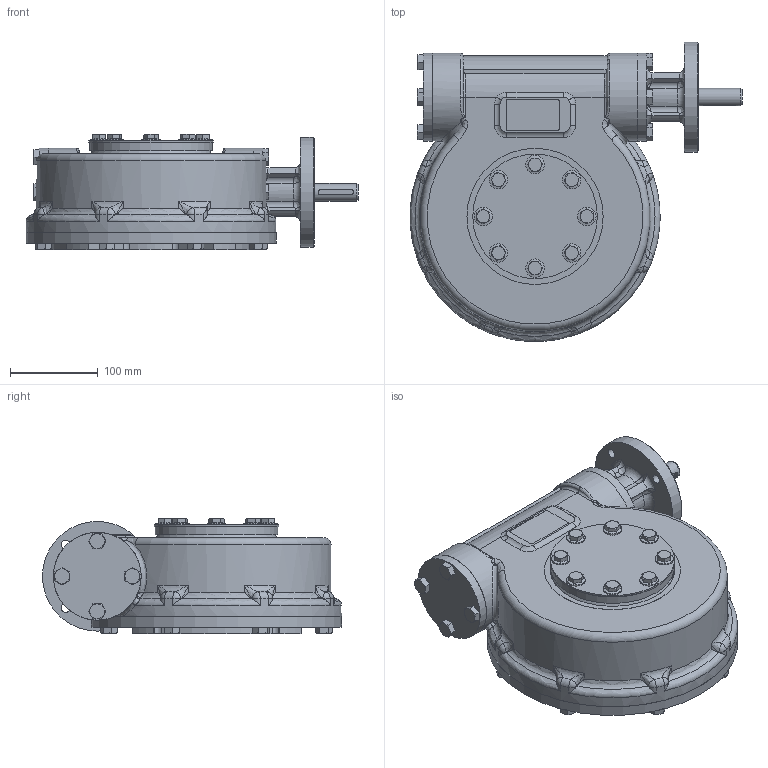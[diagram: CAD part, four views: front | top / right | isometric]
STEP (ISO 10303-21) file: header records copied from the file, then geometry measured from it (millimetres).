
FILE_DESCRIPTION(/* description */ ('Unknown'),/* implementation_level */ '2;1');
FILE_NAME(/* name */ 'PUB-MTW5-F10-F14',/* time_stamp */ '2015-12-09T09:43:53+00:00',/* author */ ('Unknown'),/* organization */ ('Unknown'),/* preprocessor_version */ 'ST-DEVELOPER v16',/* originating_system */ 'DEX',/* authorisation */ $);
FILE_SCHEMA (('AUTOMOTIVE_DESIGN {1 0 10303 214 3 1 1}'));
Length unit declared in the file: millimetre
Products named in the file (1): PUB-MTW5-F10-F14
Bounding box: 378.31 x 340.92 x 131.19 mm (x, y, z)
Surface area: 416706.5 mm2 (no closed solid volume)
Topology: 0 solids, 40 shells, 649 faces, 1610 edges, 971 vertices
Faces by surface type: plane 211, cone 164, cylinder 129, torus 62, bspline 62, sphere 21
Full cylindrical faces by diameter (mm): 10.5 x4, 13.835 x4, 20 x1, 21 x8, 25 x1, 70.1 x1, 100 x5, 125 x1, 140 x1, 142 x1, 285 x1
Entity records: 34427 total; most frequent: CARTESIAN_POINT 19635, ORIENTED_EDGE 2825, DIRECTION 2737, EDGE_CURVE 1518, AXIS2_PLACEMENT_3D 1152, VERTEX_POINT 961, FACE_BOUND 773, EDGE_LOOP 769
